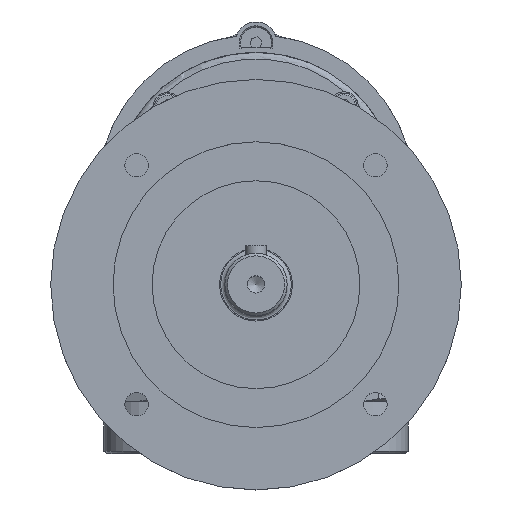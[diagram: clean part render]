
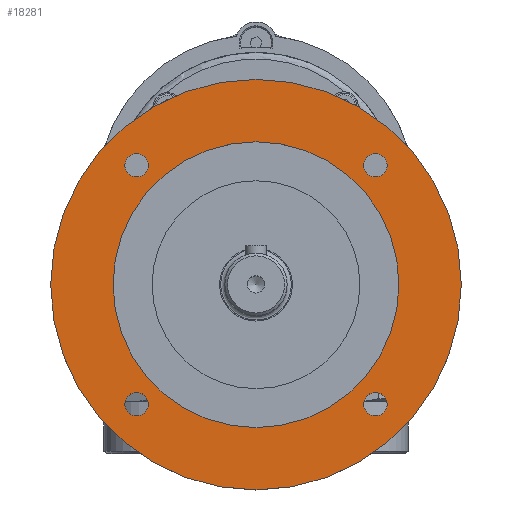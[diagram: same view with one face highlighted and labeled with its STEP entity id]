
A CAD part, top view. The second image highlights one B-rep face of the part: STEP entity #18281.
In plain terms, the highlighted planar face has unit normal (0, 0, 1).
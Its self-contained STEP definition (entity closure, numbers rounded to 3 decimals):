
#18206=CARTESIAN_POINT('',(0.,43.75,125.));
#18207=VERTEX_POINT('',#18206);
#18208=CARTESIAN_POINT('',(0.,-35.25,125.));
#18209=DIRECTION('',(0.0,0.0,1.0));
#18210=DIRECTION('',(0.0,1.0,0.0));
#18211=AXIS2_PLACEMENT_3D('',#18208,#18209,#18210);
#18212=CIRCLE('',#18211,79.0);
#18213=EDGE_CURVE('',#18207,#18207,#18212,.T.);
#18218=CARTESIAN_POINT('',(0.,31.75,125.));
#18219=DIRECTION('',(0.0,0.0,-1.0));
#18220=DIRECTION('',(-1.0,0.0,0.0));
#18221=AXIS2_PLACEMENT_3D('',#18218,#18219,#18220);
#18222=PLANE('',#18221);
#18223=ORIENTED_EDGE('',*,*,#18213,.T.);
#18224=EDGE_LOOP('',(#18223));
#18225=FACE_OUTER_BOUND('',#18224,.T.);
#18226=CARTESIAN_POINT('',(50.462,-81.212,125.0));
#18227=VERTEX_POINT('',#18226);
#18228=CARTESIAN_POINT('',(45.962,-81.212,125.0));
#18229=DIRECTION('',(0.0,0.0,-1.0));
#18230=DIRECTION('',(-1.0,0.0,0.0));
#18231=AXIS2_PLACEMENT_3D('',#18228,#18229,#18230);
#18232=CIRCLE('',#18231,4.5);
#18233=EDGE_CURVE('',#18227,#18227,#18232,.T.);
#18234=ORIENTED_EDGE('',*,*,#18233,.T.);
#18235=EDGE_LOOP('',(#18234));
#18236=FACE_BOUND('',#18235,.T.);
#18237=CARTESIAN_POINT('',(-41.462,-81.212,125.0));
#18238=VERTEX_POINT('',#18237);
#18239=CARTESIAN_POINT('',(-45.962,-81.212,125.0));
#18240=DIRECTION('',(0.0,0.0,-1.0));
#18241=DIRECTION('',(-1.0,0.0,0.0));
#18242=AXIS2_PLACEMENT_3D('',#18239,#18240,#18241);
#18243=CIRCLE('',#18242,4.5);
#18244=EDGE_CURVE('',#18238,#18238,#18243,.T.);
#18245=ORIENTED_EDGE('',*,*,#18244,.T.);
#18246=EDGE_LOOP('',(#18245));
#18247=FACE_BOUND('',#18246,.T.);
#18248=CARTESIAN_POINT('',(-41.462,10.712,125.));
#18249=VERTEX_POINT('',#18248);
#18250=CARTESIAN_POINT('',(-45.962,10.712,125.));
#18251=DIRECTION('',(0.0,0.0,-1.0));
#18252=DIRECTION('',(-1.0,0.0,0.0));
#18253=AXIS2_PLACEMENT_3D('',#18250,#18251,#18252);
#18254=CIRCLE('',#18253,4.5);
#18255=EDGE_CURVE('',#18249,#18249,#18254,.T.);
#18256=ORIENTED_EDGE('',*,*,#18255,.T.);
#18257=EDGE_LOOP('',(#18256));
#18258=FACE_BOUND('',#18257,.T.);
#18259=CARTESIAN_POINT('',(50.462,10.712,125.));
#18260=VERTEX_POINT('',#18259);
#18261=CARTESIAN_POINT('',(45.962,10.712,125.));
#18262=DIRECTION('',(0.0,0.0,-1.0));
#18263=DIRECTION('',(-1.0,0.0,0.0));
#18264=AXIS2_PLACEMENT_3D('',#18261,#18262,#18263);
#18265=CIRCLE('',#18264,4.5);
#18266=EDGE_CURVE('',#18260,#18260,#18265,.T.);
#18267=ORIENTED_EDGE('',*,*,#18266,.T.);
#18268=EDGE_LOOP('',(#18267));
#18269=FACE_BOUND('',#18268,.T.);
#18270=CARTESIAN_POINT('',(0.,19.75,125.));
#18271=VERTEX_POINT('',#18270);
#18272=CARTESIAN_POINT('',(0.,-35.25,125.));
#18273=DIRECTION('',(0.0,0.0,1.0));
#18274=DIRECTION('',(0.0,1.0,0.0));
#18275=AXIS2_PLACEMENT_3D('',#18272,#18273,#18274);
#18276=CIRCLE('',#18275,55.);
#18277=EDGE_CURVE('',#18271,#18271,#18276,.T.);
#18278=ORIENTED_EDGE('',*,*,#18277,.F.);
#18279=EDGE_LOOP('',(#18278));
#18280=FACE_BOUND('',#18279,.T.);
#18281=ADVANCED_FACE('',(#18225,#18236,#18247,#18258,#18269,#18280),#18222,.F.);
